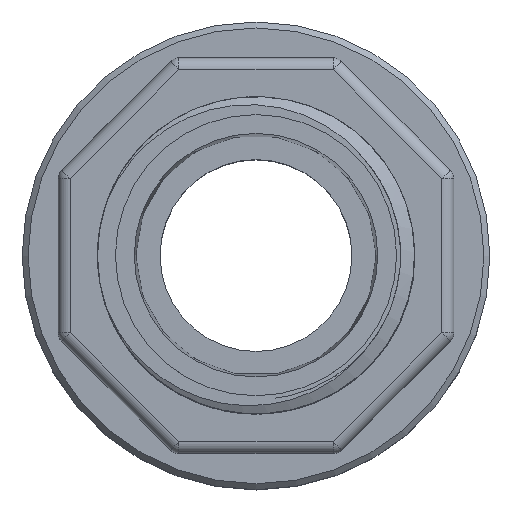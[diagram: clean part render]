
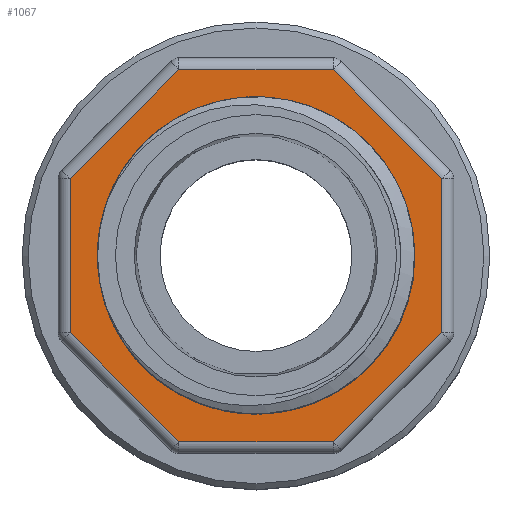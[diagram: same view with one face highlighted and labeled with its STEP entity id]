
A CAD part, top view. The second image highlights one B-rep face of the part: STEP entity #1067.
In plain terms, the highlighted planar face has unit normal (0, 0, 1).
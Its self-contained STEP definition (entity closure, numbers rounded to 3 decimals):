
#432=B_SPLINE_CURVE_WITH_KNOTS('',3,(#14418,#14419,#14420,#14421,#14422,
#14423,#14424,#14425,#14426,#14427),.UNSPECIFIED.,.F.,.F.,(4,2,2,2,4),(0.,
0.25,0.5,0.75,1.),.UNSPECIFIED.);
#433=B_SPLINE_CURVE_WITH_KNOTS('',3,(#14432,#14433,#14434,#14435,#14436,
#14437,#14438,#14439,#14440,#14441),.UNSPECIFIED.,.F.,.F.,(4,2,2,2,4),(0.,
0.25,0.5,0.75,1.),.UNSPECIFIED.);
#837=FACE_BOUND('',#1938,.T.);
#838=FACE_BOUND('',#1939,.T.);
#950=CIRCLE('',#6333,11.75);
#951=CIRCLE('',#6334,13.25);
#1067=ADVANCED_FACE('',(#837,#838),#1384,.T.);
#1384=PLANE('',#6335);
#1938=EDGE_LOOP('',(#2699,#2700,#2701,#2702,#2703,#2704,#2705,#2706));
#1939=EDGE_LOOP('',(#2707,#2708,#2709,#2710));
#2699=ORIENTED_EDGE('',*,*,#4937,.T.);
#2700=ORIENTED_EDGE('',*,*,#4938,.T.);
#2701=ORIENTED_EDGE('',*,*,#4939,.T.);
#2702=ORIENTED_EDGE('',*,*,#4940,.T.);
#2703=ORIENTED_EDGE('',*,*,#4941,.T.);
#2704=ORIENTED_EDGE('',*,*,#4942,.T.);
#2705=ORIENTED_EDGE('',*,*,#4943,.T.);
#2706=ORIENTED_EDGE('',*,*,#4944,.T.);
#2707=ORIENTED_EDGE('',*,*,#4945,.F.);
#2708=ORIENTED_EDGE('',*,*,#4946,.F.);
#2709=ORIENTED_EDGE('',*,*,#4947,.F.);
#2710=ORIENTED_EDGE('',*,*,#4948,.F.);
#4313=VERTEX_POINT('',#14403);
#4314=VERTEX_POINT('',#14404);
#4315=VERTEX_POINT('',#14406);
#4316=VERTEX_POINT('',#14408);
#4317=VERTEX_POINT('',#14410);
#4318=VERTEX_POINT('',#14412);
#4319=VERTEX_POINT('',#14414);
#4320=VERTEX_POINT('',#14416);
#4321=VERTEX_POINT('',#14428);
#4322=VERTEX_POINT('',#14429);
#4323=VERTEX_POINT('',#14431);
#4324=VERTEX_POINT('',#14442);
#4937=EDGE_CURVE('',#4313,#4314,#5560,.T.);
#4938=EDGE_CURVE('',#4314,#4315,#5561,.T.);
#4939=EDGE_CURVE('',#4315,#4316,#5562,.T.);
#4940=EDGE_CURVE('',#4316,#4317,#5563,.T.);
#4941=EDGE_CURVE('',#4317,#4318,#5564,.T.);
#4942=EDGE_CURVE('',#4318,#4319,#5565,.T.);
#4943=EDGE_CURVE('',#4319,#4320,#5566,.T.);
#4944=EDGE_CURVE('',#4320,#4313,#5567,.T.);
#4945=EDGE_CURVE('',#4321,#4322,#432,.T.);
#4946=EDGE_CURVE('',#4323,#4321,#950,.T.);
#4947=EDGE_CURVE('',#4324,#4323,#433,.T.);
#4948=EDGE_CURVE('',#4322,#4324,#951,.T.);
#5560=LINE('',#14402,#5882);
#5561=LINE('',#14405,#5883);
#5562=LINE('',#14407,#5884);
#5563=LINE('',#14409,#5885);
#5564=LINE('',#14411,#5886);
#5565=LINE('',#14413,#5887);
#5566=LINE('',#14415,#5888);
#5567=LINE('',#14417,#5889);
#5882=VECTOR('',#6897,1.);
#5883=VECTOR('',#6898,1.);
#5884=VECTOR('',#6899,1.);
#5885=VECTOR('',#6900,1.);
#5886=VECTOR('',#6901,1.);
#5887=VECTOR('',#6902,1.);
#5888=VECTOR('',#6903,1.);
#5889=VECTOR('',#6904,1.);
#6333=AXIS2_PLACEMENT_3D('',#14430,#6905,#6906);
#6334=AXIS2_PLACEMENT_3D('',#14443,#6907,#6908);
#6335=AXIS2_PLACEMENT_3D('',#14444,#6909,#6910);
#6897=DIRECTION('',(0.,-1.,0.));
#6898=DIRECTION('',(0.707,-0.707,0.));
#6899=DIRECTION('',(1.,0.,0.));
#6900=DIRECTION('',(0.707,0.707,0.));
#6901=DIRECTION('',(0.,1.,0.));
#6902=DIRECTION('',(-0.707,0.707,0.));
#6903=DIRECTION('',(-1.,0.,0.));
#6904=DIRECTION('',(-0.707,-0.707,0.));
#6905=DIRECTION('',(0.,0.,1.));
#6906=DIRECTION('',(-1.,0.,0.));
#6907=DIRECTION('',(0.,0.,1.));
#6908=DIRECTION('',(-1.,0.,0.));
#6909=DIRECTION('',(0.,0.,1.));
#6910=DIRECTION('',(1.,0.,0.));
#14402=CARTESIAN_POINT('',(-15.5,-427.793,26.));
#14403=CARTESIAN_POINT('',(-15.5,-414.538,26.));
#14404=CARTESIAN_POINT('',(-15.5,-427.378,26.));
#14405=CARTESIAN_POINT('',(-6.127,-436.751,26.));
#14406=CARTESIAN_POINT('',(-6.42,-436.458,26.));
#14407=CARTESIAN_POINT('',(6.835,-436.458,26.));
#14408=CARTESIAN_POINT('',(6.42,-436.458,26.));
#14409=CARTESIAN_POINT('',(15.793,-427.086,26.));
#14410=CARTESIAN_POINT('',(15.5,-427.378,26.));
#14411=CARTESIAN_POINT('',(15.5,-414.124,26.));
#14412=CARTESIAN_POINT('',(15.5,-414.538,26.));
#14413=CARTESIAN_POINT('',(6.127,-405.165,26.));
#14414=CARTESIAN_POINT('',(6.42,-405.458,26.));
#14415=CARTESIAN_POINT('',(-6.835,-405.458,26.));
#14416=CARTESIAN_POINT('',(-6.42,-405.458,26.));
#14417=CARTESIAN_POINT('',(-14.793,-413.831,26.));
#14418=CARTESIAN_POINT('',(-11.66,-422.412,26.));
#14419=CARTESIAN_POINT('',(-11.439,-425.268,26.));
#14420=CARTESIAN_POINT('',(-10.145,-427.986,26.));
#14421=CARTESIAN_POINT('',(-6.125,-431.959,26.));
#14422=CARTESIAN_POINT('',(-3.378,-433.217,26.));
#14423=CARTESIAN_POINT('',(2.251,-433.72,26.));
#14424=CARTESIAN_POINT('',(5.171,-432.972,26.));
#14425=CARTESIAN_POINT('',(9.89,-429.872,26.));
#14426=CARTESIAN_POINT('',(11.734,-427.494,26.));
#14427=CARTESIAN_POINT('',(12.67,-424.834,26.));
#14428=CARTESIAN_POINT('',(-11.66,-422.412,26.));
#14429=CARTESIAN_POINT('',(12.67,-424.834,26.));
#14430=CARTESIAN_POINT('',(0.,-420.958,26.));
#14431=CARTESIAN_POINT('',(-11.66,-419.505,26.));
#14432=CARTESIAN_POINT('',(12.67,-417.082,26.));
#14433=CARTESIAN_POINT('',(11.721,-414.384,26.));
#14434=CARTESIAN_POINT('',(9.897,-412.048,26.));
#14435=CARTESIAN_POINT('',(5.161,-408.939,26.));
#14436=CARTESIAN_POINT('',(2.259,-408.196,26.));
#14437=CARTESIAN_POINT('',(-3.388,-408.7,26.));
#14438=CARTESIAN_POINT('',(-6.114,-409.945,26.));
#14439=CARTESIAN_POINT('',(-10.159,-413.943,26.));
#14440=CARTESIAN_POINT('',(-11.441,-416.674,26.));
#14441=CARTESIAN_POINT('',(-11.66,-419.505,26.));
#14442=CARTESIAN_POINT('',(12.67,-417.082,26.));
#14443=CARTESIAN_POINT('',(0.,-420.958,26.));
#14444=CARTESIAN_POINT('',(0.,-420.958,26.));
